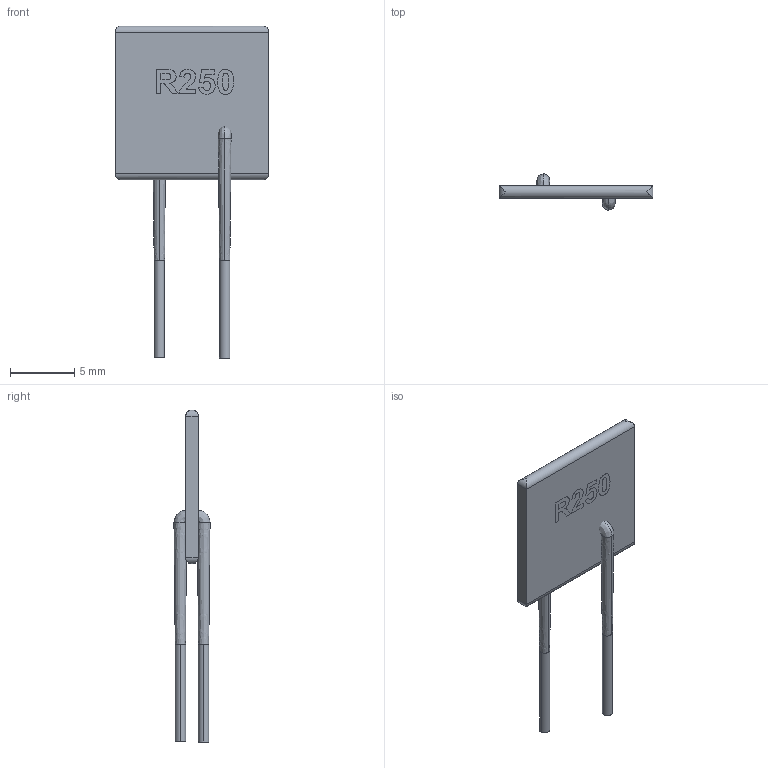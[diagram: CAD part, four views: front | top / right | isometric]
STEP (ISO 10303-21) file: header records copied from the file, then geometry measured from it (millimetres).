
FILE_DESCRIPTION (( 'STEP AP214' ), '1' );
FILE_NAME ('User Library-MF-R250.STEP', '2020-06-14T21:00:17', ( '' ), ( '' ), 'SwSTEP 2.0', 'SolidWorks 2019', '' );
FILE_SCHEMA (( 'AUTOMOTIVE_DESIGN' ));
Length unit declared in the file: centimetre
Products named in the file (7): LEAD_BODY; LEAD; User Library-MF-R250; BODY; STRING
Assembly tree (8 placements, depth 3):
  User Library-MF-R250
    LEAD
      LEAD
      LEAD_BODY
    LEAD
      LEAD
      LEAD_BODY
    BODY
    STRING
Bounding box: 12 x 2.82 x 25.9 mm (x, y, z)
Volume: 163.2 mm3; surface area: 442.7 mm2
Topology: 9 solids, 9 shells, 131 faces, 331 edges, 218 vertices
Faces by surface type: bspline 75, plane 42, cylinder 14
Entity records: 5483 total; most frequent: CARTESIAN_POINT 1480, ORIENTED_EDGE 618, EDGE_CURVE 309, DIRECTION 291, VERTEX_POINT 204, VECTOR 149, LINE 149, B_SPLINE_CURVE_WITH_KNOTS 138
